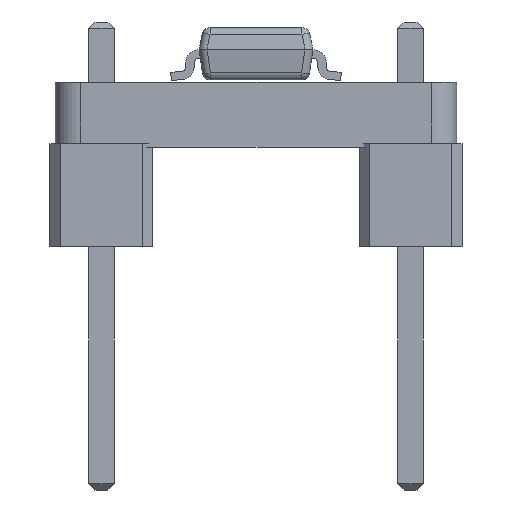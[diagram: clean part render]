
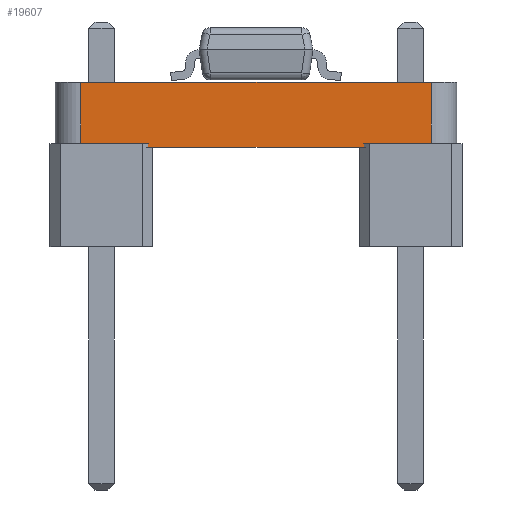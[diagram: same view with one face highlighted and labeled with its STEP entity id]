
A CAD part, front view. The second image highlights one B-rep face of the part: STEP entity #19607.
In plain terms, the highlighted planar face has unit normal (0, -1, 0).
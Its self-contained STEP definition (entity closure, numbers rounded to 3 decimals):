
#18593 = PLANE('',#18594);
#18594 = AXIS2_PLACEMENT_3D('',#18595,#18596,#18597);
#18595 = CARTESIAN_POINT('',(128.27,-95.25,1.6));
#18596 = DIRECTION('',(0.,0.,1.));
#18597 = DIRECTION('',(1.,0.,0.));
#18648 = PLANE('',#18649);
#18649 = AXIS2_PLACEMENT_3D('',#18650,#18651,#18652);
#18650 = CARTESIAN_POINT('',(128.27,-95.25,0.));
#18651 = DIRECTION('',(0.,0.,1.));
#18652 = DIRECTION('',(1.,0.,0.));
#18779 = CYLINDRICAL_SURFACE('',#18780,0.635);
#18780 = AXIS2_PLACEMENT_3D('',#18781,#18782,#18783);
#18781 = CARTESIAN_POINT('',(123.952,-99.568,0.));
#18782 = DIRECTION('',(0.,0.,-1.));
#18783 = DIRECTION('',(1.,0.,0.));
#18818 = VERTEX_POINT('',#18819);
#18819 = CARTESIAN_POINT('',(123.952,-100.203,0.));
#18841 = EDGE_CURVE('',#18818,#18842,#18844,.T.);
#18842 = VERTEX_POINT('',#18843);
#18843 = CARTESIAN_POINT('',(132.588,-100.203,0.));
#18844 = SURFACE_CURVE('',#18845,(#18849,#18856),.PCURVE_S1.);
#18845 = LINE('',#18846,#18847);
#18846 = CARTESIAN_POINT('',(123.952,-100.203,0.));
#18847 = VECTOR('',#18848,1.);
#18848 = DIRECTION('',(1.,0.,0.));
#18849 = PCURVE('',#18648,#18850);
#18850 = DEFINITIONAL_REPRESENTATION('',(#18851),#18855);
#18851 = LINE('',#18852,#18853);
#18852 = CARTESIAN_POINT('',(-4.318,-4.953));
#18853 = VECTOR('',#18854,1.);
#18854 = DIRECTION('',(1.,0.));
#18855 = ( GEOMETRIC_REPRESENTATION_CONTEXT(2) 
PARAMETRIC_REPRESENTATION_CONTEXT() REPRESENTATION_CONTEXT('2D SPACE',''
  ) );
#18856 = PCURVE('',#18857,#18862);
#18857 = PLANE('',#18858);
#18858 = AXIS2_PLACEMENT_3D('',#18859,#18860,#18861);
#18859 = CARTESIAN_POINT('',(123.952,-100.203,0.));
#18860 = DIRECTION('',(0.,1.,0.));
#18861 = DIRECTION('',(1.,0.,0.));
#18862 = DEFINITIONAL_REPRESENTATION('',(#18863),#18867);
#18863 = LINE('',#18864,#18865);
#18864 = CARTESIAN_POINT('',(0.,0.));
#18865 = VECTOR('',#18866,1.);
#18866 = DIRECTION('',(1.,0.));
#18867 = ( GEOMETRIC_REPRESENTATION_CONTEXT(2) 
PARAMETRIC_REPRESENTATION_CONTEXT() REPRESENTATION_CONTEXT('2D SPACE',''
  ) );
#18886 = CYLINDRICAL_SURFACE('',#18887,0.635);
#18887 = AXIS2_PLACEMENT_3D('',#18888,#18889,#18890);
#18888 = CARTESIAN_POINT('',(132.588,-99.568,0.));
#18889 = DIRECTION('',(0.,0.,-1.));
#18890 = DIRECTION('',(1.,0.,0.));
#19203 = VERTEX_POINT('',#19204);
#19204 = CARTESIAN_POINT('',(123.952,-100.203,1.6));
#19226 = EDGE_CURVE('',#19203,#19227,#19229,.T.);
#19227 = VERTEX_POINT('',#19228);
#19228 = CARTESIAN_POINT('',(132.588,-100.203,1.6));
#19229 = SURFACE_CURVE('',#19230,(#19234,#19241),.PCURVE_S1.);
#19230 = LINE('',#19231,#19232);
#19231 = CARTESIAN_POINT('',(123.952,-100.203,1.6));
#19232 = VECTOR('',#19233,1.);
#19233 = DIRECTION('',(1.,0.,0.));
#19234 = PCURVE('',#18593,#19235);
#19235 = DEFINITIONAL_REPRESENTATION('',(#19236),#19240);
#19236 = LINE('',#19237,#19238);
#19237 = CARTESIAN_POINT('',(-4.318,-4.953));
#19238 = VECTOR('',#19239,1.);
#19239 = DIRECTION('',(1.,0.));
#19240 = ( GEOMETRIC_REPRESENTATION_CONTEXT(2) 
PARAMETRIC_REPRESENTATION_CONTEXT() REPRESENTATION_CONTEXT('2D SPACE',''
  ) );
#19241 = PCURVE('',#18857,#19242);
#19242 = DEFINITIONAL_REPRESENTATION('',(#19243),#19247);
#19243 = LINE('',#19244,#19245);
#19244 = CARTESIAN_POINT('',(0.,-1.6));
#19245 = VECTOR('',#19246,1.);
#19246 = DIRECTION('',(1.,0.));
#19247 = ( GEOMETRIC_REPRESENTATION_CONTEXT(2) 
PARAMETRIC_REPRESENTATION_CONTEXT() REPRESENTATION_CONTEXT('2D SPACE',''
  ) );
#19559 = EDGE_CURVE('',#18818,#19203,#19560,.T.);
#19560 = SURFACE_CURVE('',#19561,(#19565,#19572),.PCURVE_S1.);
#19561 = LINE('',#19562,#19563);
#19562 = CARTESIAN_POINT('',(123.952,-100.203,0.));
#19563 = VECTOR('',#19564,1.);
#19564 = DIRECTION('',(0.,0.,1.));
#19565 = PCURVE('',#18779,#19566);
#19566 = DEFINITIONAL_REPRESENTATION('',(#19567),#19571);
#19567 = LINE('',#19568,#19569);
#19568 = CARTESIAN_POINT('',(-4.712,0.));
#19569 = VECTOR('',#19570,1.);
#19570 = DIRECTION('',(0.,-1.));
#19571 = ( GEOMETRIC_REPRESENTATION_CONTEXT(2) 
PARAMETRIC_REPRESENTATION_CONTEXT() REPRESENTATION_CONTEXT('2D SPACE',''
  ) );
#19572 = PCURVE('',#18857,#19573);
#19573 = DEFINITIONAL_REPRESENTATION('',(#19574),#19578);
#19574 = LINE('',#19575,#19576);
#19575 = CARTESIAN_POINT('',(0.,0.));
#19576 = VECTOR('',#19577,1.);
#19577 = DIRECTION('',(0.,-1.));
#19578 = ( GEOMETRIC_REPRESENTATION_CONTEXT(2) 
PARAMETRIC_REPRESENTATION_CONTEXT() REPRESENTATION_CONTEXT('2D SPACE',''
  ) );
#19607 = ADVANCED_FACE('',(#19608),#18857,.F.);
#19608 = FACE_BOUND('',#19609,.F.);
#19609 = EDGE_LOOP('',(#19610,#19611,#19612,#19633));
#19610 = ORIENTED_EDGE('',*,*,#19559,.T.);
#19611 = ORIENTED_EDGE('',*,*,#19226,.T.);
#19612 = ORIENTED_EDGE('',*,*,#19613,.F.);
#19613 = EDGE_CURVE('',#18842,#19227,#19614,.T.);
#19614 = SURFACE_CURVE('',#19615,(#19619,#19626),.PCURVE_S1.);
#19615 = LINE('',#19616,#19617);
#19616 = CARTESIAN_POINT('',(132.588,-100.203,0.));
#19617 = VECTOR('',#19618,1.);
#19618 = DIRECTION('',(0.,0.,1.));
#19619 = PCURVE('',#18857,#19620);
#19620 = DEFINITIONAL_REPRESENTATION('',(#19621),#19625);
#19621 = LINE('',#19622,#19623);
#19622 = CARTESIAN_POINT('',(8.636,0.));
#19623 = VECTOR('',#19624,1.);
#19624 = DIRECTION('',(0.,-1.));
#19625 = ( GEOMETRIC_REPRESENTATION_CONTEXT(2) 
PARAMETRIC_REPRESENTATION_CONTEXT() REPRESENTATION_CONTEXT('2D SPACE',''
  ) );
#19626 = PCURVE('',#18886,#19627);
#19627 = DEFINITIONAL_REPRESENTATION('',(#19628),#19632);
#19628 = LINE('',#19629,#19630);
#19629 = CARTESIAN_POINT('',(-4.712,0.));
#19630 = VECTOR('',#19631,1.);
#19631 = DIRECTION('',(0.,-1.));
#19632 = ( GEOMETRIC_REPRESENTATION_CONTEXT(2) 
PARAMETRIC_REPRESENTATION_CONTEXT() REPRESENTATION_CONTEXT('2D SPACE',''
  ) );
#19633 = ORIENTED_EDGE('',*,*,#18841,.F.);
